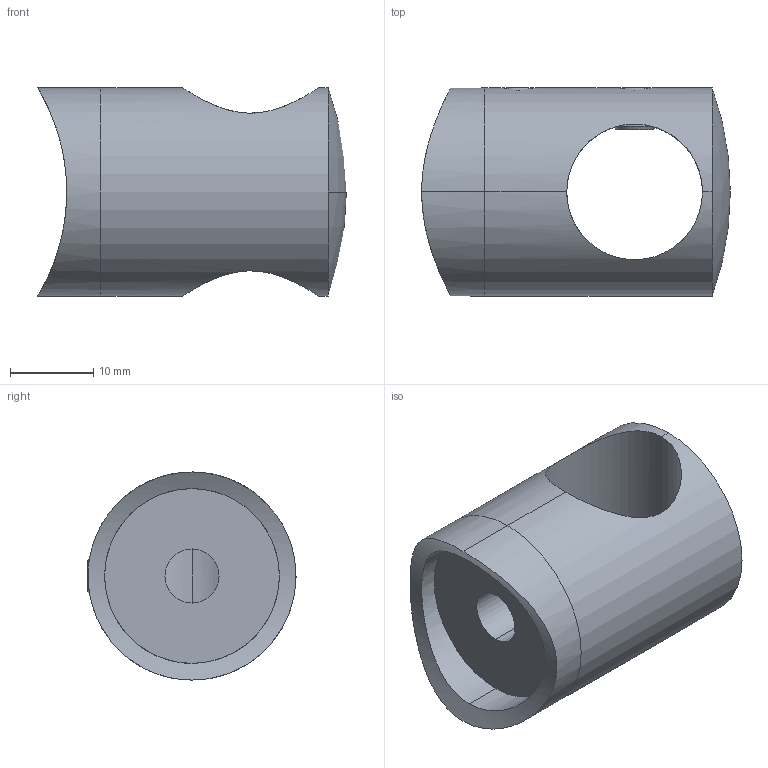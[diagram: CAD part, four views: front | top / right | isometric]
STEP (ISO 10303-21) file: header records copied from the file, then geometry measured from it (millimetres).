
FILE_DESCRIPTION (( 'STEP AP203' ), '1' );
FILE_NAME ('A_0840-048.STEP', '2023-10-16T11:28:15', ( '' ), ( '' ), 'SwSTEP 2.0', 'SolidWorks 2019', '' );
FILE_SCHEMA (( 'CONFIG_CONTROL_DESIGN' ));
Length unit declared in the file: millimetre
Products named in the file (5): Skrutka DIN 913_SKRUTKA M 5X 5; A_0840-048.P1; A_0840-048.P2; A_0840-048; DIN 914_SKRUTKA M 5X 5
Assembly tree (4 placements, depth 2):
  A_0840-048
    A_0840-048.P1
    A_0840-048.P2
    DIN 914_SKRUTKA M 5X 5
    Skrutka DIN 913_SKRUTKA M 5X 5
Bounding box: 37.09 x 25 x 25 mm (x, y, z)
Volume: 9762.4 mm3; surface area: 6397.5 mm2
Topology: 4 solids, 4 shells, 65 faces, 145 edges, 89 vertices
Faces by surface type: cylinder 25, plane 22, cone 16, sphere 2
Entity records: 2978 total; most frequent: CARTESIAN_POINT 994, DIRECTION 319, ORIENTED_EDGE 290, EDGE_CURVE 145, AXIS2_PLACEMENT_3D 120, VERTEX_POINT 89, VECTOR 79, LINE 79
